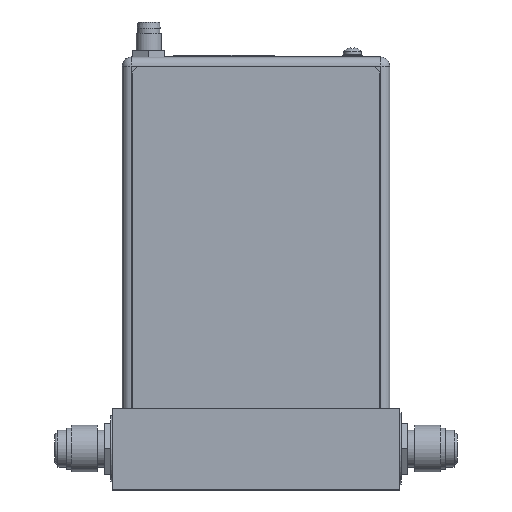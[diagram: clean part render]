
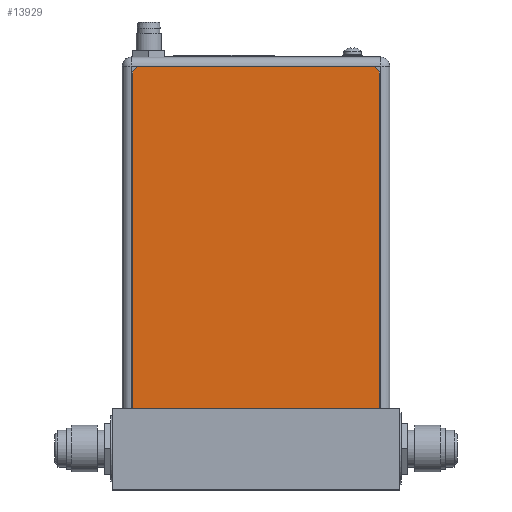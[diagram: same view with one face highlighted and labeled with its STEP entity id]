
A CAD part, top view. The second image highlights one B-rep face of the part: STEP entity #13929.
In plain terms, the highlighted planar face has unit normal (0, 0, 1).
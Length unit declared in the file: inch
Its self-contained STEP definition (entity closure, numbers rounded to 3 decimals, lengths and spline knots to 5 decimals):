
#13762=CARTESIAN_POINT('',(2.9,4.05,0.004));
#13763=DIRECTION('',(0.,0.,1.));
#13764=DIRECTION('',(1.,0.,0.));
#13765=AXIS2_PLACEMENT_3D('',#13762,#13763,#13764);
#13767=DIRECTION('',(0.,1.,0.));
#13768=VECTOR('',#13767,4.05);
#13769=CARTESIAN_POINT('',(3.,0.,0.004));
#13770=LINE('',#13769,#13768);
#13771=DIRECTION('',(1.,0.,0.));
#13772=VECTOR('',#13771,3.);
#13773=CARTESIAN_POINT('',(0.,0.,0.004));
#13774=LINE('',#13773,#13772);
#13775=DIRECTION('',(0.,-1.,0.));
#13776=VECTOR('',#13775,4.05);
#13777=CARTESIAN_POINT('',(0.,4.05,0.004));
#13778=LINE('',#13777,#13776);
#13779=CARTESIAN_POINT('',(0.1,4.05,0.004));
#13780=DIRECTION('',(0.,0.,1.));
#13781=DIRECTION('',(0.,1.,0.));
#13782=AXIS2_PLACEMENT_3D('',#13779,#13780,#13781);
#13784=DIRECTION('',(-1.,0.,0.));
#13785=VECTOR('',#13784,2.8);
#13786=CARTESIAN_POINT('',(2.9,4.15,0.004));
#13787=LINE('',#13786,#13785);
#13792=CARTESIAN_POINT('',(0.,0.,0.004));
#13793=CARTESIAN_POINT('',(3.,0.,0.004));
#13794=VERTEX_POINT('',#13792);
#13795=VERTEX_POINT('',#13793);
#13800=CARTESIAN_POINT('',(3.,4.05,0.004));
#13801=VERTEX_POINT('',#13800);
#13802=CARTESIAN_POINT('',(2.9,4.15,0.004));
#13803=VERTEX_POINT('',#13802);
#13808=CARTESIAN_POINT('',(0.1,4.15,0.004));
#13809=VERTEX_POINT('',#13808);
#13810=CARTESIAN_POINT('',(0.,4.05,0.004));
#13811=VERTEX_POINT('',#13810);
#13916=CARTESIAN_POINT('',(0.,0.,0.004));
#13917=DIRECTION('',(0.,0.,1.));
#13918=DIRECTION('',(1.,0.,0.));
#13919=AXIS2_PLACEMENT_3D('',#13916,#13917,#13918);
#13920=PLANE('',#13919);
#13921=ORIENTED_EDGE('',*,*,#13840,.F.);
#13922=ORIENTED_EDGE('',*,*,#13856,.F.);
#13923=ORIENTED_EDGE('',*,*,#13869,.F.);
#13924=ORIENTED_EDGE('',*,*,#13882,.F.);
#13925=ORIENTED_EDGE('',*,*,#13897,.F.);
#13926=ORIENTED_EDGE('',*,*,#13909,.F.);
#13927=EDGE_LOOP('',(#13921,#13922,#13923,#13924,#13925,#13926));
#13928=FACE_OUTER_BOUND('',#13927,.F.);
#13929=ADVANCED_FACE('',(#13928),#13920,.T.);
#13766=CIRCLE('',#13765,0.1);
#13783=CIRCLE('',#13782,0.1);
#13840=EDGE_CURVE('',#13801,#13803,#13766,.T.);
#13856=EDGE_CURVE('',#13795,#13801,#13770,.T.);
#13869=EDGE_CURVE('',#13794,#13795,#13774,.T.);
#13882=EDGE_CURVE('',#13811,#13794,#13778,.T.);
#13897=EDGE_CURVE('',#13809,#13811,#13783,.T.);
#13909=EDGE_CURVE('',#13803,#13809,#13787,.T.);
